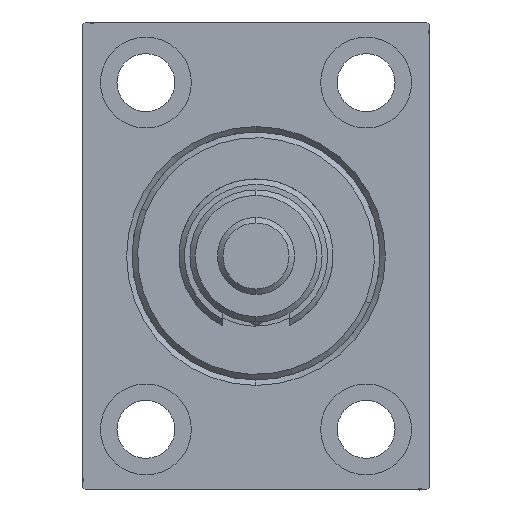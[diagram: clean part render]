
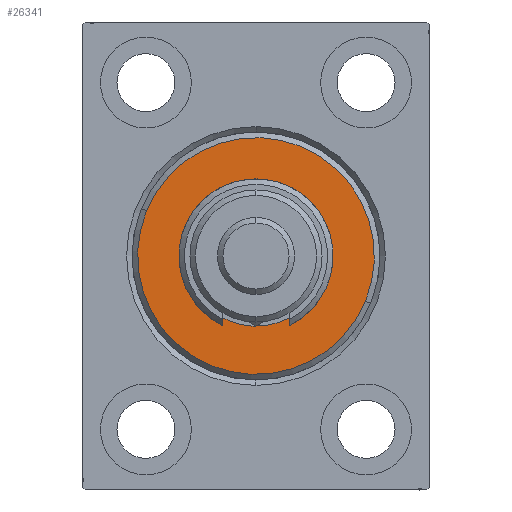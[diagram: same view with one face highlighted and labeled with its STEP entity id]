
A CAD part, left-side view. The second image highlights one B-rep face of the part: STEP entity #26341.
In plain terms, the highlighted face is planar.
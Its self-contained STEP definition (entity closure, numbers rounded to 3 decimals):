
#896 = ORIENTED_EDGE ( 'NONE', *, *, #38525, .T. ) ;
#1307 = CIRCLE ( 'NONE', #37872, 21.5 ) ;
#1530 = CARTESIAN_POINT ( 'NONE',  ( 3., 0., -21.5 ) ) ;
#5318 = FACE_OUTER_BOUND ( 'NONE', #13922, .T. ) ;
#6130 = AXIS2_PLACEMENT_3D ( 'NONE', #13186, #19865, #13424 ) ;
#7406 = EDGE_CURVE ( 'NONE', #26396, #38519, #17114, .T. ) ;
#9556 = DIRECTION ( 'NONE',  ( 0., 0., -1. ) ) ;
#9612 = FACE_BOUND ( 'NONE', #32214, .T. ) ;
#10473 = CIRCLE ( 'NONE', #46294, 21.5 ) ;
#11001 = AXIS2_PLACEMENT_3D ( 'NONE', #17424, #17187, #42483 ) ;
#12651 = CARTESIAN_POINT ( 'NONE',  ( 3., 0., 0. ) ) ;
#13037 = ORIENTED_EDGE ( 'NONE', *, *, #7406, .T. ) ;
#13186 = CARTESIAN_POINT ( 'NONE',  ( 3., 0., 0. ) ) ;
#13424 = DIRECTION ( 'NONE',  ( 0., 0., -1. ) ) ;
#13507 = VERTEX_POINT ( 'NONE', #45184 ) ;
#13922 = EDGE_LOOP ( 'NONE', ( #21486, #896 ) ) ;
#16398 = CIRCLE ( 'NONE', #40023, 12.75 ) ;
#17114 = CIRCLE ( 'NONE', #11001, 12.75 ) ;
#17187 = DIRECTION ( 'NONE',  ( -1., 0., 0. ) ) ;
#17424 = CARTESIAN_POINT ( 'NONE',  ( 3., 0., 0. ) ) ;
#17658 = CARTESIAN_POINT ( 'NONE',  ( 3., 0., 12.75 ) ) ;
#19865 = DIRECTION ( 'NONE',  ( 1., 0., 0. ) ) ;
#20943 = CARTESIAN_POINT ( 'NONE',  ( 3., 0., 0. ) ) ;
#21486 = ORIENTED_EDGE ( 'NONE', *, *, #38362, .T. ) ;
#22380 = DIRECTION ( 'NONE',  ( 1., 0., 0. ) ) ;
#26341 = ADVANCED_FACE ( 'NONE', ( #5318, #9612 ), #31557, .T. ) ;
#26396 = VERTEX_POINT ( 'NONE', #45249 ) ;
#29084 = CARTESIAN_POINT ( 'NONE',  ( 3., 0., 0. ) ) ;
#30017 = DIRECTION ( 'NONE',  ( 0., 0., -1. ) ) ;
#31557 = PLANE ( 'NONE',  #6130 ) ;
#32214 = EDGE_LOOP ( 'NONE', ( #33562, #13037 ) ) ;
#33065 = EDGE_CURVE ( 'NONE', #38519, #26396, #16398, .T. ) ;
#33562 = ORIENTED_EDGE ( 'NONE', *, *, #33065, .T. ) ;
#36453 = VERTEX_POINT ( 'NONE', #1530 ) ;
#37872 = AXIS2_PLACEMENT_3D ( 'NONE', #12651, #45608, #9556 ) ;
#38362 = EDGE_CURVE ( 'NONE', #13507, #36453, #1307, .T. ) ;
#38519 = VERTEX_POINT ( 'NONE', #17658 ) ;
#38525 = EDGE_CURVE ( 'NONE', #36453, #13507, #10473, .T. ) ;
#40023 = AXIS2_PLACEMENT_3D ( 'NONE', #20943, #46031, #46985 ) ;
#42483 = DIRECTION ( 'NONE',  ( 0., 0., -1. ) ) ;
#45184 = CARTESIAN_POINT ( 'NONE',  ( 3., 0., 21.5 ) ) ;
#45249 = CARTESIAN_POINT ( 'NONE',  ( 3., 0., -12.75 ) ) ;
#45608 = DIRECTION ( 'NONE',  ( 1., 0., 0. ) ) ;
#46031 = DIRECTION ( 'NONE',  ( -1., 0., 0. ) ) ;
#46294 = AXIS2_PLACEMENT_3D ( 'NONE', #29084, #22380, #30017 ) ;
#46985 = DIRECTION ( 'NONE',  ( 0., 0., -1. ) ) ;
